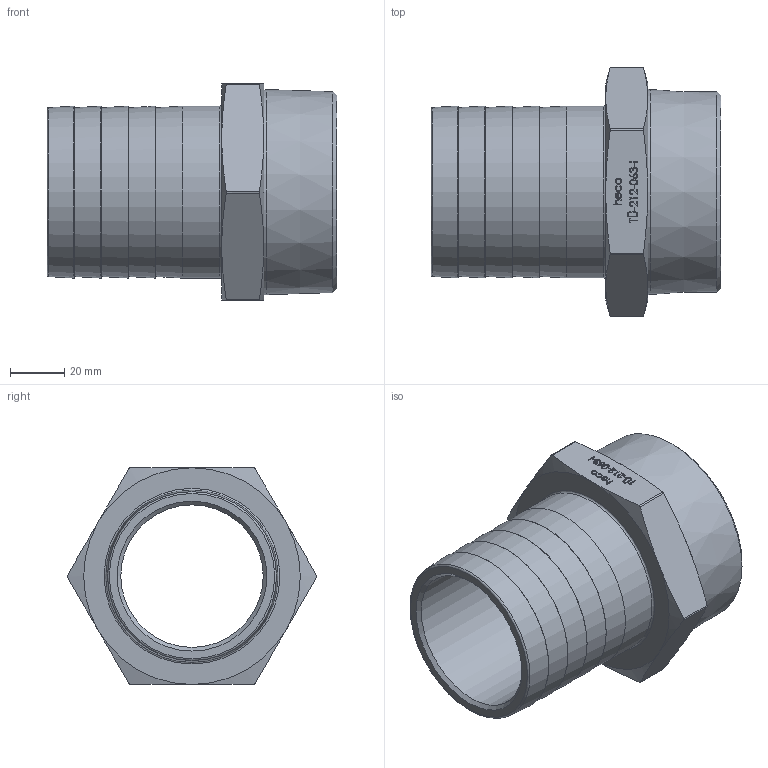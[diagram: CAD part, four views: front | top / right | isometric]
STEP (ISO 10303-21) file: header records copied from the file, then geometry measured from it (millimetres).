
FILE_DESCRIPTION (( 'STEP AP214' ), '1' );
FILE_NAME ('heco TÜ-212-063-I.STEP', '2016-01-13T09:58:45', ( 'test' ), ( '' ), 'SwSTEP 2.0', 'SolidWorks 2011', '' );
FILE_SCHEMA (( 'AUTOMOTIVE_DESIGN' ));
Length unit declared in the file: millimetre
Products named in the file (1): heco TÜ-212-063-I
Bounding box: 107 x 92.16 x 80.1 mm (x, y, z)
Volume: 138406.8 mm3; surface area: 47867.6 mm2
Topology: 1 solids, 1 shells, 239 faces, 603 edges, 394 vertices
Faces by surface type: plane 103, bspline 94, cone 22, torus 10, cylinder 10
Full cylindrical faces by diameter (mm): 52.6 x1, 63 x1, 63.5 x1, 75.715 x1
Entity records: 14489 total; most frequent: CARTESIAN_POINT 6949, ORIENTED_EDGE 1148, DIRECTION 685, EDGE_CURVE 574, VERTEX_POINT 389, LINE 307, VECTOR 307, EDGE_LOOP 293
